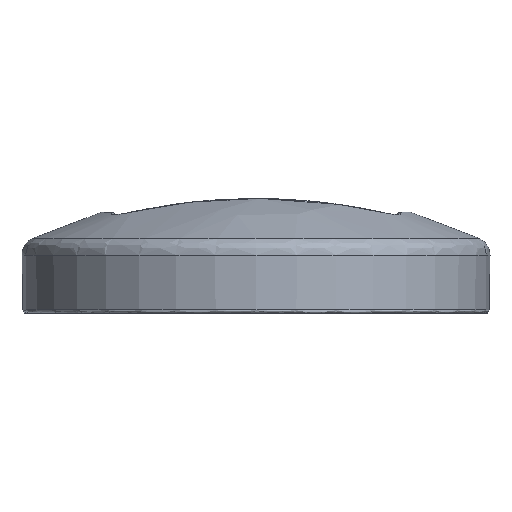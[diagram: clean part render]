
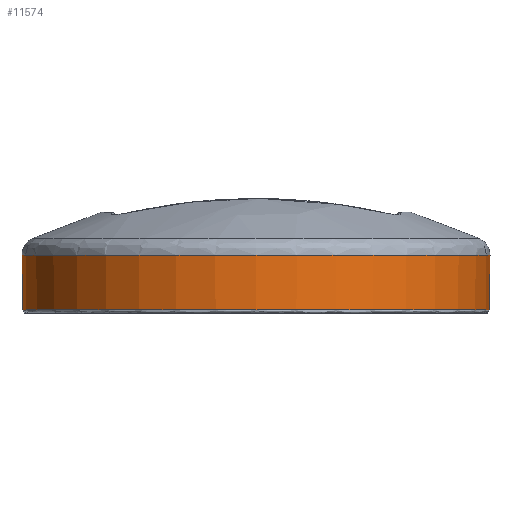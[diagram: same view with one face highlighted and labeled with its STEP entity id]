
A CAD part, front view. The second image highlights one B-rep face of the part: STEP entity #11574.
In plain terms, the highlighted conical face has half-angle 1 degrees and reference radius 65.961 mm.
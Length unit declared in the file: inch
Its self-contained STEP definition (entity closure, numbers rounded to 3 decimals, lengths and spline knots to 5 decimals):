
#1994 = DIRECTION ( 'NONE',  ( 0., 0., 1. ) ) ;
#2134 = CONICAL_SURFACE ( 'NONE', #4573, 2.59691, 0.017 ) ;
#2795 = CARTESIAN_POINT ( 'NONE',  ( 0., 0., 0.03868 ) ) ;
#4573 = AXIS2_PLACEMENT_3D ( 'NONE', #18245, #1994, #29967 ) ;
#8043 = EDGE_LOOP ( 'NONE', ( #24708 ) ) ;
#8105 = AXIS2_PLACEMENT_3D ( 'NONE', #9018, #15989, #25115 ) ;
#8822 = VERTEX_POINT ( 'NONE', #17775 ) ;
#9018 = CARTESIAN_POINT ( 'NONE',  ( 0., 0., 0.64862 ) ) ;
#9505 = EDGE_CURVE ( 'NONE', #8822, #8822, #21518, .T. ) ;
#9787 = DIRECTION ( 'NONE',  ( -1., 0., 0. ) ) ;
#11574 = ADVANCED_FACE ( 'NONE', ( #17047, #20531 ), #2134, .T. ) ;
#12080 = DIRECTION ( 'NONE',  ( 0., 0., 1. ) ) ;
#14055 = EDGE_LOOP ( 'NONE', ( #19841 ) ) ;
#15989 = DIRECTION ( 'NONE',  ( 0., 0., 1. ) ) ;
#16334 = CARTESIAN_POINT ( 'NONE',  ( -2.59691, 0., 0.64862 ) ) ;
#17047 = FACE_OUTER_BOUND ( 'NONE', #8043, .T. ) ;
#17775 = CARTESIAN_POINT ( 'NONE',  ( -2.58626, 0., 0.03868 ) ) ;
#18245 = CARTESIAN_POINT ( 'NONE',  ( 0., 0., 0.64862 ) ) ;
#19841 = ORIENTED_EDGE ( 'NONE', *, *, #9505, .T. ) ;
#20531 = FACE_BOUND ( 'NONE', #14055, .T. ) ;
#21192 = CIRCLE ( 'NONE', #8105, 2.59691 ) ;
#21518 = CIRCLE ( 'NONE', #23450, 2.58626 ) ;
#23321 = VERTEX_POINT ( 'NONE', #16334 ) ;
#23450 = AXIS2_PLACEMENT_3D ( 'NONE', #2795, #12080, #9787 ) ;
#24708 = ORIENTED_EDGE ( 'NONE', *, *, #25089, .F. ) ;
#25089 = EDGE_CURVE ( 'NONE', #23321, #23321, #21192, .T. ) ;
#25115 = DIRECTION ( 'NONE',  ( -1., 0., 0. ) ) ;
#29967 = DIRECTION ( 'NONE',  ( 1., 0., 0. ) ) ;
